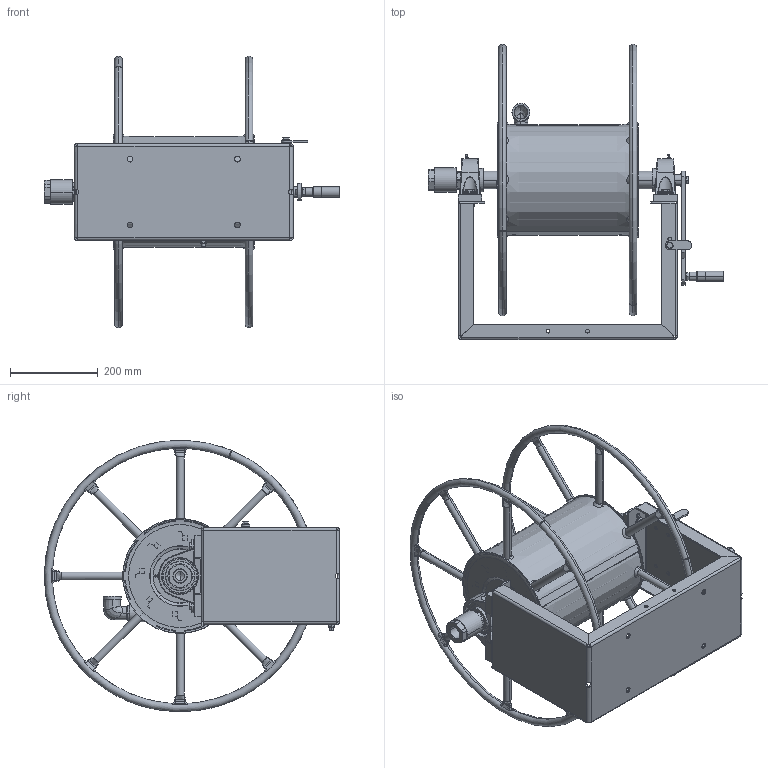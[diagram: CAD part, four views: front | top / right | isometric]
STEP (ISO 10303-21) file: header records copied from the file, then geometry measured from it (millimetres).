
FILE_DESCRIPTION((''),'2;1');
FILE_NAME('350_050_M_ASM','2019-12-05T',('CAD-01'),('CDM'),'PRO/ENGINEER BY PARAMETRIC TECHNOLOGY CORPORATION, 2015030','PRO/ENGINEER BY PARAMETRIC TECHNOLOGY CORPORATION, 2015030','');
FILE_SCHEMA(('CONFIG_CONTROL_DESIGN'));
Products named in the file (1): 350_050_M_ASM
Bounding box: 674.25 x 673.95 x 619.52 mm (x, y, z)
Surface area: 2091666.9 mm2 (no closed solid volume)
Topology: 0 solids, 150 shells, 1138 faces, 3832 edges, 2768 vertices
Faces by surface type: plane 380, bspline 260, cone 200, cylinder 196, torus 52, extrusion 50
Entity records: 77077 total; most frequent: CARTESIAN_POINT 36597, ORIENTED_EDGE 6043, DIRECTION 4964, EDGE_CURVE 3830, VERTEX_POINT 2768, AXIS2_PLACEMENT_3D 1718, FILL_AREA_STYLE_COLOUR 1682, FILL_AREA_STYLE 1682
